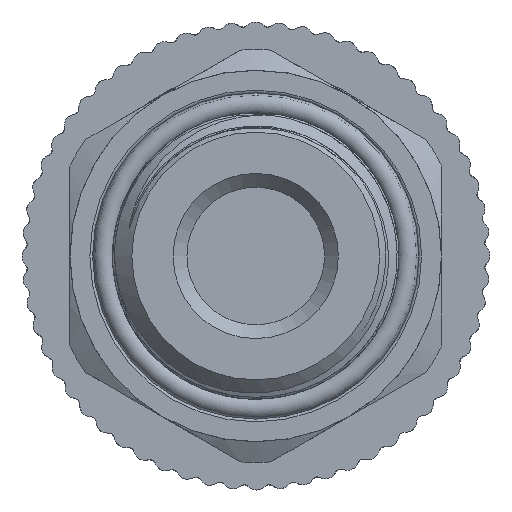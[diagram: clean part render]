
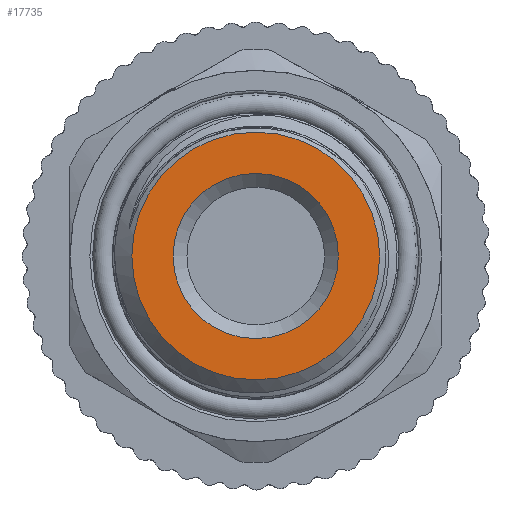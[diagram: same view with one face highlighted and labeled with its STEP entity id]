
A CAD part, left-side view. The second image highlights one B-rep face of the part: STEP entity #17735.
In plain terms, the highlighted face is planar.
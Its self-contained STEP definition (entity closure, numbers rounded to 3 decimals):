
#248=FACE_BOUND('',#3041,.T.);
#980=PLANE('',#18695);
#2004=FACE_OUTER_BOUND('',#3040,.T.);
#3040=EDGE_LOOP('',(#16526));
#3041=EDGE_LOOP('',(#16527));
#3399=CIRCLE('',#18665,9.);
#3410=CIRCLE('',#18696,6.);
#8444=VERTEX_POINT('',#57895);
#8457=VERTEX_POINT('',#61196);
#11114=EDGE_CURVE('',#8444,#8444,#3399,.T.);
#11154=EDGE_CURVE('',#8457,#8457,#3410,.T.);
#16526=ORIENTED_EDGE('',*,*,#11114,.T.);
#16527=ORIENTED_EDGE('',*,*,#11154,.F.);
#17735=ADVANCED_FACE('',(#2004,#248),#980,.T.);
#18665=AXIS2_PLACEMENT_3D('',#57897,#21363,#21364);
#18695=AXIS2_PLACEMENT_3D('',#61195,#21436,#21437);
#18696=AXIS2_PLACEMENT_3D('',#61197,#21438,#21439);
#21363=DIRECTION('center_axis',(1.,0.,0.));
#21364=DIRECTION('ref_axis',(0.,1.,0.));
#21436=DIRECTION('center_axis',(1.,0.,0.));
#21437=DIRECTION('ref_axis',(0.,0.,
-1.));
#21438=DIRECTION('center_axis',(1.,0.,0.));
#21439=DIRECTION('ref_axis',(0.,0.,
-1.));
#57895=CARTESIAN_POINT('',(1.,-9.,0.));
#57897=CARTESIAN_POINT('Origin',(1.,0.,0.));
#61195=CARTESIAN_POINT('Origin',(1.,6.,0.));
#61196=CARTESIAN_POINT('',(1.,-6.,0.));
#61197=CARTESIAN_POINT('Origin',(1.,0.,0.));
